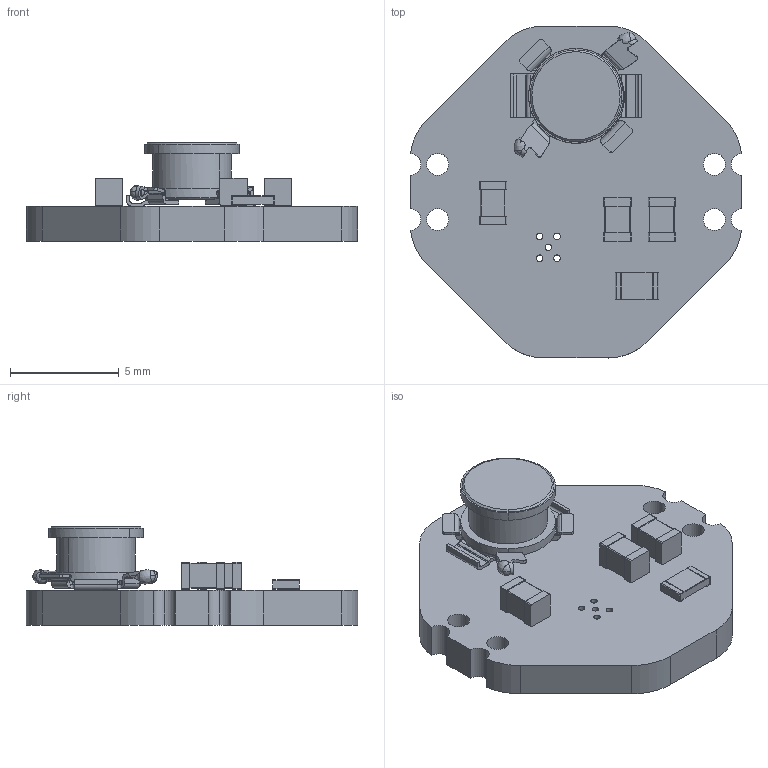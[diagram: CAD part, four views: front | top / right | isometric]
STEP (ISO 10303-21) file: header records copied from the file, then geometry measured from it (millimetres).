
FILE_DESCRIPTION(('KiCad electronic assembly'),'2;1');
FILE_NAME('3V3_boost_regulator.step','2022-04-16T15:03:12',('Pcbnew'),( 'Kicad'),'Open CASCADE STEP processor 7.5','KiCad to STEP converter' ,'Unknown');
FILE_SCHEMA(('AUTOMOTIVE_DESIGN { 1 0 10303 214 1 1 1 1 }'));
Length unit declared in the file: millimetre
Products named in the file (8): 3V3_boost_regulator 1; C_0805_2012Metric; SOLID; R_0805_2012Metric; b82462_a4; 3V3_boost_regulator_edge_connectors PCB
Assembly tree (9 placements, depth 3):
  3V3_boost_regulator 1
    C_0805_2012Metric  x3
      SOLID
    R_0805_2012Metric
      SOLID
    b82462_a4
      SOLID
    3V3_boost_regulator_edge_connectors PCB
Bounding box: 15.24 x 15.24 x 4.53 mm (x, y, z)
Volume: 323.2 mm3; surface area: 607.4 mm2
Topology: 6 solids, 6 shells, 377 faces, 1045 edges, 680 vertices
Faces by surface type: bspline 344, cylinder 23, plane 10
Full cylindrical faces by diameter (mm): 0.3 x5, 1 x4
Entity records: 22915 total; most frequent: CARTESIAN_POINT 10202, B_SPLINE_CURVE_WITH_KNOTS 1943, ORIENTED_EDGE 1794, PCURVE 1794, DEFINITIONAL_REPRESENTATION 1794, EDGE_CURVE 897, SURFACE_CURVE 888, VERTEX_POINT 584
